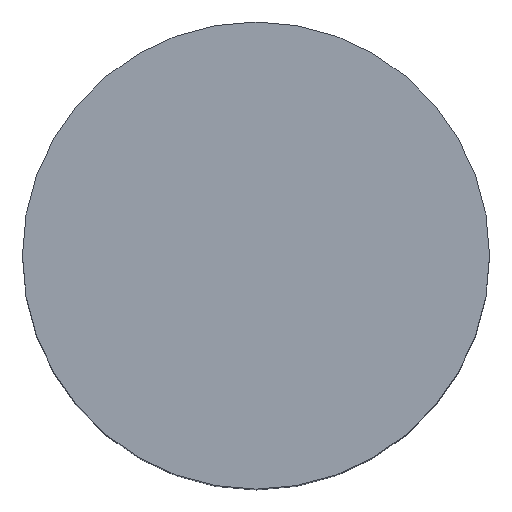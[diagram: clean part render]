
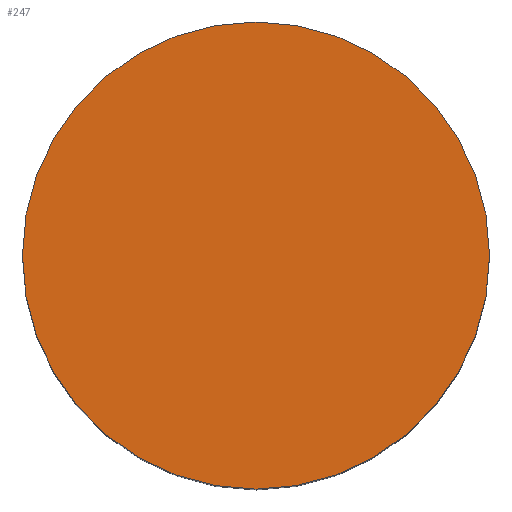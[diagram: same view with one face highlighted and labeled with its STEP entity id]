
A CAD part, top view. The second image highlights one B-rep face of the part: STEP entity #247.
In plain terms, the highlighted planar face has unit normal (0, 0, 1).
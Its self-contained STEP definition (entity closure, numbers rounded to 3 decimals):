
#76=CARTESIAN_POINT('',(0.,0.,0.));
#77=DIRECTION('',(0.,0.,-1.));
#78=DIRECTION('',(0.,1.,0.));
#79=AXIS2_PLACEMENT_3D('',#76,#77,#78);
#81=CARTESIAN_POINT('',(0.,0.,0.));
#82=DIRECTION('',(0.,0.,1.));
#83=DIRECTION('',(0.,1.,0.));
#84=AXIS2_PLACEMENT_3D('',#81,#82,#83);
#95=CARTESIAN_POINT('',(0.,15.4,0.));
#97=VERTEX_POINT('',#95);
#107=CARTESIAN_POINT('',(0.,-15.4,0.));
#109=VERTEX_POINT('',#107);
#238=CARTESIAN_POINT('',(0.,0.,0.));
#239=DIRECTION('',(0.,0.,1.));
#240=DIRECTION('',(0.,1.,0.));
#241=AXIS2_PLACEMENT_3D('',#238,#239,#240);
#242=PLANE('',#241);
#243=ORIENTED_EDGE('',*,*,#233,.T.);
#244=ORIENTED_EDGE('',*,*,#217,.F.);
#245=EDGE_LOOP('',(#243,#244));
#246=FACE_OUTER_BOUND('',#245,.F.);
#247=ADVANCED_FACE('',(#246),#242,.T.);
#80=CIRCLE('',#79,15.4);
#85=CIRCLE('',#84,15.4);
#217=EDGE_CURVE('',#97,#109,#85,.T.);
#233=EDGE_CURVE('',#97,#109,#80,.T.);
